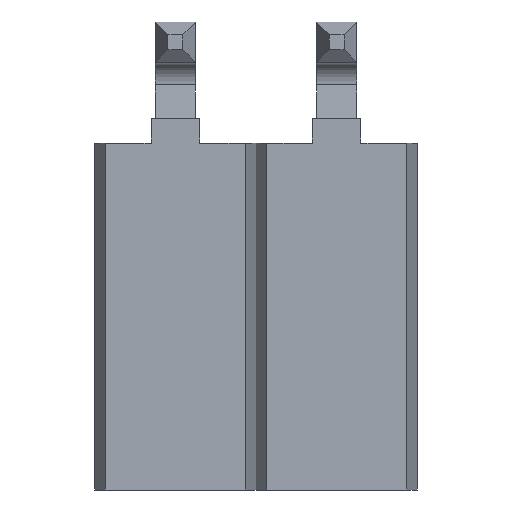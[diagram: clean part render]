
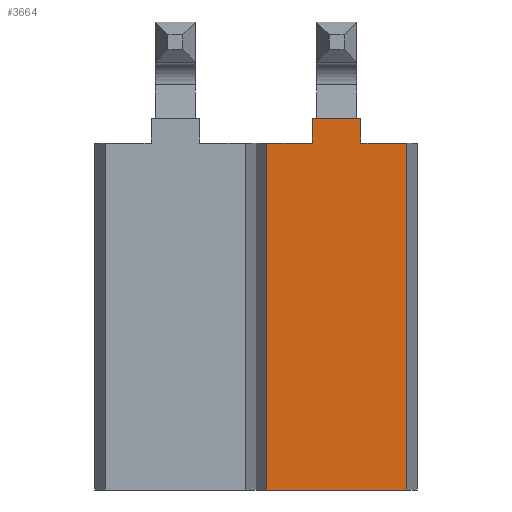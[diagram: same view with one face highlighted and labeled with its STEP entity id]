
A CAD part, front view. The second image highlights one B-rep face of the part: STEP entity #3664.
In plain terms, the highlighted planar face has unit normal (0, -1, 0).
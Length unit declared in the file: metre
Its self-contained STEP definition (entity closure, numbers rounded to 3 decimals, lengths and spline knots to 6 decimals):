
#1051=ORIENTED_EDGE('',*,*,#1546,.T.);
#1052=ORIENTED_EDGE('',*,*,#1651,.T.);
#1053=ORIENTED_EDGE('',*,*,#1652,.T.);
#1054=ORIENTED_EDGE('',*,*,#1653,.T.);
#1055=ORIENTED_EDGE('',*,*,#1543,.T.);
#1056=ORIENTED_EDGE('',*,*,#1644,.F.);
#1057=ORIENTED_EDGE('',*,*,#1637,.F.);
#1058=ORIENTED_EDGE('',*,*,#1654,.T.);
#1543=EDGE_CURVE('',#1947,#1946,#2357,.T.);
#1546=EDGE_CURVE('',#1949,#1948,#2360,.T.);
#1637=EDGE_CURVE('',#2011,#2012,#2451,.T.);
#1644=EDGE_CURVE('',#2012,#1946,#2458,.T.);
#1651=EDGE_CURVE('',#1948,#2013,#2465,.T.);
#1652=EDGE_CURVE('',#2013,#2014,#2466,.T.);
#1653=EDGE_CURVE('',#2014,#1947,#2467,.T.);
#1654=EDGE_CURVE('',#2011,#1949,#2468,.T.);
#1946=VERTEX_POINT('',#5700);
#1947=VERTEX_POINT('',#5702);
#1948=VERTEX_POINT('',#5705);
#1949=VERTEX_POINT('',#5707);
#2011=VERTEX_POINT('',#5880);
#2012=VERTEX_POINT('',#5882);
#2013=VERTEX_POINT('',#5915);
#2014=VERTEX_POINT('',#5917);
#2357=LINE('',#5701,#2827);
#2360=LINE('',#5706,#2830);
#2451=LINE('',#5881,#2921);
#2458=LINE('',#5902,#2928);
#2465=LINE('',#5914,#2935);
#2466=LINE('',#5916,#2936);
#2467=LINE('',#5918,#2937);
#2468=LINE('',#5919,#2938);
#2827=VECTOR('',#4658,1.);
#2830=VECTOR('',#4661,1.);
#2921=VECTOR('',#4794,1.);
#2928=VECTOR('',#4827,1.);
#2935=VECTOR('',#4844,1.);
#2936=VECTOR('',#4845,1.);
#2937=VECTOR('',#4846,1.);
#2938=VECTOR('',#4847,1.);
#3130=EDGE_LOOP('',(#1051,#1052,#1053,#1054,#1055,#1056,#1057,#1058));
#3320=FACE_BOUND('',#3130,.T.);
#3478=PLANE('',#3931);
#3664=ADVANCED_FACE('',(#3320),#3478,.F.);
#3931=AXIS2_PLACEMENT_3D('',#5913,#4842,#4843);
#4658=DIRECTION('',(-1.,0.,0.));
#4661=DIRECTION('',(-1.,0.,0.));
#4794=DIRECTION('',(-1.,0.,0.));
#4827=DIRECTION('',(0.,0.,1.));
#4842=DIRECTION('',(0.,1.,0.));
#4843=DIRECTION('',(1.,0.,0.));
#4844=DIRECTION('',(0.,0.,1.));
#4845=DIRECTION('',(-1.,0.,0.));
#4846=DIRECTION('',(0.,0.,-1.));
#4847=DIRECTION('',(0.,0.,1.));
#5700=CARTESIAN_POINT('',(0.000169,-0.00127,0.005461));
#5701=CARTESIAN_POINT('',(0.000889,-0.00127,0.005461));
#5702=CARTESIAN_POINT('',(0.000889,-0.00127,0.005461));
#5705=CARTESIAN_POINT('',(0.001651,-0.00127,0.005461));
#5706=CARTESIAN_POINT('',(0.00254,-0.00127,0.005461));
#5707=CARTESIAN_POINT('',(0.002371,-0.00127,0.005461));
#5880=CARTESIAN_POINT('',(0.002371,-0.00127,0.));
#5881=CARTESIAN_POINT('',(0.002371,-0.00127,0.));
#5882=CARTESIAN_POINT('',(0.000169,-0.00127,0.));
#5902=CARTESIAN_POINT('',(0.000169,-0.00127,0.));
#5913=CARTESIAN_POINT('',(0.002371,-0.00127,0.));
#5914=CARTESIAN_POINT('',(0.001651,-0.00127,0.005461));
#5915=CARTESIAN_POINT('',(0.001651,-0.00127,0.005842));
#5916=CARTESIAN_POINT('',(0.002371,-0.00127,0.005842));
#5917=CARTESIAN_POINT('',(0.000889,-0.00127,0.005842));
#5918=CARTESIAN_POINT('',(0.000889,-0.00127,0.005842));
#5919=CARTESIAN_POINT('',(0.002371,-0.00127,0.));
